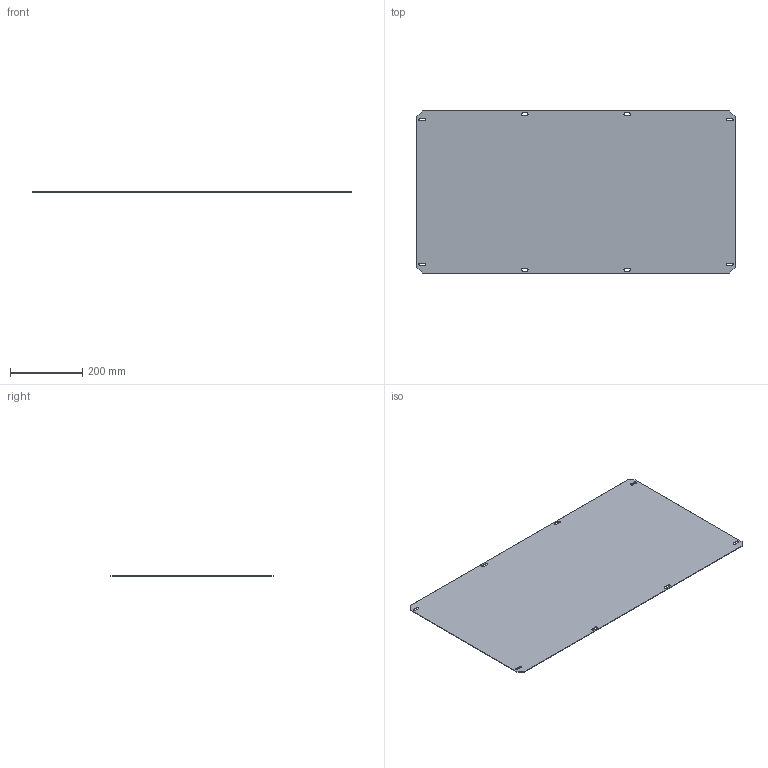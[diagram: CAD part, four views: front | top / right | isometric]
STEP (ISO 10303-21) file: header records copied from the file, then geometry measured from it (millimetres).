
FILE_DESCRIPTION (( 'STEP AP214' ), '1' );
FILE_NAME ('FO-00-FBS-060-100 FORMAT Ôëàíåö îñíîâàíèÿ ñïëîøíîé â øêàô 600õ1000 IEK.STEP', '2024-06-24T12:08:20', ( '' ), ( '' ), 'SwSTEP 2.0', 'SolidWorks 2022', '' );
FILE_SCHEMA (( 'AUTOMOTIVE_DESIGN' ));
Length unit declared in the file: millimetre
Products named in the file (1): FO-00-FBS-060-100 FORMAT Фланец основания сплошной в шкаф 600х1000 IEK
Bounding box: 880 x 448 x 1.5 mm (x, y, z)
Volume: 589215.2 mm3; surface area: 790103.4 mm2
Topology: 1 solids, 1 shells, 50 faces, 144 edges, 96 vertices
Faces by surface type: plane 26, cylinder 24
Entity records: 1722 total; most frequent: DIRECTION 294, CARTESIAN_POINT 291, ORIENTED_EDGE 288, EDGE_CURVE 144, AXIS2_PLACEMENT_3D 99, VECTOR 96, VERTEX_POINT 96, LINE 96
